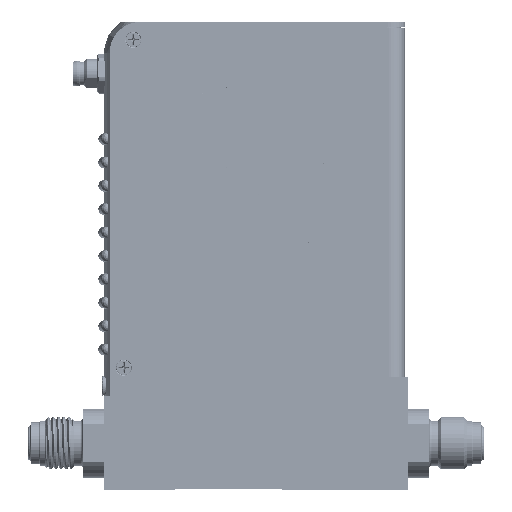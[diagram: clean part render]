
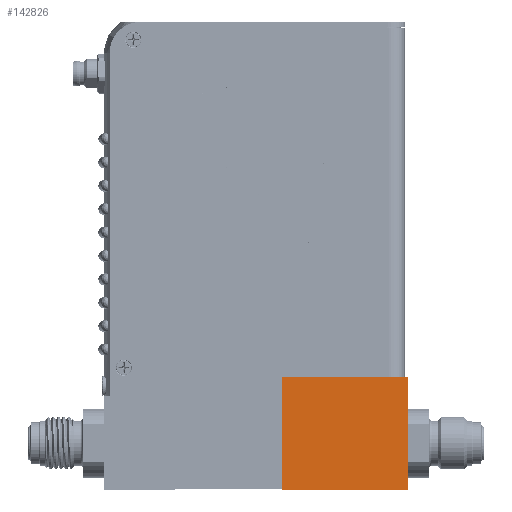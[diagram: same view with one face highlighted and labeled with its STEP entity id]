
A CAD part, top view. The second image highlights one B-rep face of the part: STEP entity #142826.
In plain terms, the highlighted planar face has unit normal (0, 0, 1).
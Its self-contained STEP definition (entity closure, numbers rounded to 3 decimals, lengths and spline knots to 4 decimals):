
#1755 = CARTESIAN_POINT ( 'NONE',  ( 0.2755, 1.207, 0.74 ) ) ;
#4485 = DIRECTION ( 'NONE',  ( 0., -1., 0. ) ) ;
#17835 = DIRECTION ( 'NONE',  ( 1., 0., 0. ) ) ;
#25789 = EDGE_CURVE ( 'NONE', #130339, #151685, #138241, .T. ) ;
#32732 = DIRECTION ( 'NONE',  ( 1., 0., 0. ) ) ;
#34459 = CARTESIAN_POINT ( 'NONE',  ( 1.6205, 0., 0.74 ) ) ;
#34982 = CARTESIAN_POINT ( 'NONE',  ( 0.2755, 1.207, 0.74 ) ) ;
#42721 = CARTESIAN_POINT ( 'NONE',  ( 0.2755, 0., 0.74 ) ) ;
#43809 = EDGE_CURVE ( 'NONE', #151685, #249270, #122969, .T. ) ;
#46128 = LINE ( 'NONE', #1755, #111094 ) ;
#48974 = VECTOR ( 'NONE', #32732, 39.3701 ) ;
#60582 = FACE_OUTER_BOUND ( 'NONE', #76517, .T. ) ;
#71876 = CARTESIAN_POINT ( 'NONE',  ( 0.2755, 0., 0.74 ) ) ;
#76231 = VECTOR ( 'NONE', #210478, 39.3701 ) ;
#76517 = EDGE_LOOP ( 'NONE', ( #272732, #162990, #149172, #262013 ) ) ;
#81439 = DIRECTION ( 'NONE',  ( 0., 0., -1. ) ) ;
#87689 = VERTEX_POINT ( 'NONE', #71876 ) ;
#111094 = VECTOR ( 'NONE', #4485, 39.3701 ) ;
#122969 = LINE ( 'NONE', #125707, #76231 ) ;
#125707 = CARTESIAN_POINT ( 'NONE',  ( 1.6205, 1.207, 0.74 ) ) ;
#130339 = VERTEX_POINT ( 'NONE', #34982 ) ;
#138241 = LINE ( 'NONE', #222951, #48974 ) ;
#142826 = ADVANCED_FACE ( 'NONE', ( #60582 ), #168892, .F. ) ;
#144167 = LINE ( 'NONE', #42721, #176982 ) ;
#149172 = ORIENTED_EDGE ( 'NONE', *, *, #25789, .F. ) ;
#151685 = VERTEX_POINT ( 'NONE', #157127 ) ;
#153018 = EDGE_CURVE ( 'NONE', #130339, #87689, #46128, .T. ) ;
#157127 = CARTESIAN_POINT ( 'NONE',  ( 1.6205, 1.207, 0.74 ) ) ;
#162990 = ORIENTED_EDGE ( 'NONE', *, *, #43809, .F. ) ;
#168892 = PLANE ( 'NONE',  #255513 ) ;
#170978 = EDGE_CURVE ( 'NONE', #87689, #249270, #144167, .T. ) ;
#176982 = VECTOR ( 'NONE', #17835, 39.3701 ) ;
#188389 = CARTESIAN_POINT ( 'NONE',  ( 0.2755, 1.207, 0.74 ) ) ;
#209211 = DIRECTION ( 'NONE',  ( -1., 0., 0. ) ) ;
#210478 = DIRECTION ( 'NONE',  ( 0., -1., 0. ) ) ;
#222951 = CARTESIAN_POINT ( 'NONE',  ( 0.2755, 1.207, 0.74 ) ) ;
#249270 = VERTEX_POINT ( 'NONE', #34459 ) ;
#255513 = AXIS2_PLACEMENT_3D ( 'NONE', #188389, #81439, #209211 ) ;
#262013 = ORIENTED_EDGE ( 'NONE', *, *, #153018, .T. ) ;
#272732 = ORIENTED_EDGE ( 'NONE', *, *, #170978, .T. ) ;
